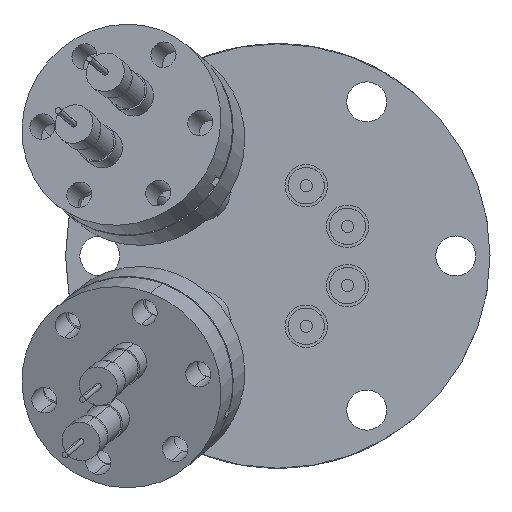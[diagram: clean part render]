
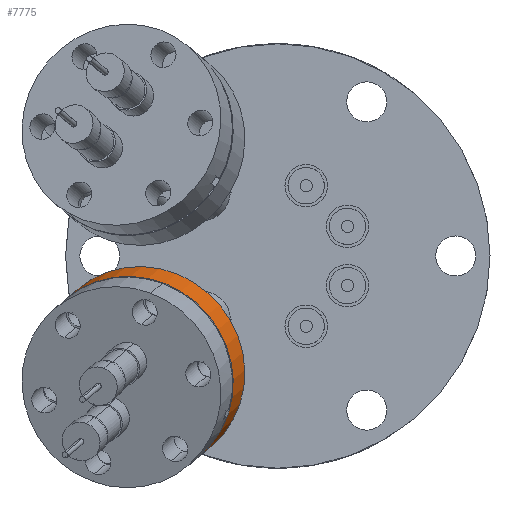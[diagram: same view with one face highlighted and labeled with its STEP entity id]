
A CAD part, left-side view. The second image highlights one B-rep face of the part: STEP entity #7775.
In plain terms, the highlighted cylindrical face has radius 17 mm (diameter 34 mm), a partial arc.
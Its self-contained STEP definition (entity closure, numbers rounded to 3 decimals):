
#321 = EDGE_CURVE ( 'NONE', #69466, #137006, #109487, .T. ) ;
#1579 = EDGE_CURVE ( 'NONE', #12375, #137006, #99224, .T. ) ;
#4323 = DIRECTION ( 'NONE',  ( 0., 0., 1. ) ) ;
#7775 = ADVANCED_FACE ( 'NONE', ( #31574 ), #64009, .T. ) ;
#12375 = VERTEX_POINT ( 'NONE', #29855 ) ;
#13555 = ORIENTED_EDGE ( 'NONE', *, *, #1579, .F. ) ;
#22495 = LINE ( 'NONE', #33756, #67193 ) ;
#23814 = CARTESIAN_POINT ( 'NONE',  ( -17.128, 0., 0. ) ) ;
#29254 = VECTOR ( 'NONE', #55135, 1000. ) ;
#29855 = CARTESIAN_POINT ( 'NONE',  ( 47.7, 0., -17. ) ) ;
#31574 = FACE_OUTER_BOUND ( 'NONE', #125754, .T. ) ;
#32854 = CARTESIAN_POINT ( 'NONE',  ( 47.7, 0., 0. ) ) ;
#33756 = CARTESIAN_POINT ( 'NONE',  ( -17.128, 0., -17. ) ) ;
#43240 = ORIENTED_EDGE ( 'NONE', *, *, #321, .T. ) ;
#55135 = DIRECTION ( 'NONE',  ( -1., 0., 0. ) ) ;
#55413 = VERTEX_POINT ( 'NONE', #97339 ) ;
#60951 = AXIS2_PLACEMENT_3D ( 'NONE', #32854, #97032, #75846 ) ;
#64009 = CYLINDRICAL_SURFACE ( 'NONE', #113894, 17. ) ;
#64201 = CIRCLE ( 'NONE', #129464, 17. ) ;
#65487 = DIRECTION ( 'NONE',  ( -1., 0., 0. ) ) ;
#65710 = CARTESIAN_POINT ( 'NONE',  ( -17.128, 0., 17. ) ) ;
#67193 = VECTOR ( 'NONE', #65487, 1000. ) ;
#69466 = VERTEX_POINT ( 'NONE', #123944 ) ;
#75846 = DIRECTION ( 'NONE',  ( 0., 0., 1. ) ) ;
#76671 = DIRECTION ( 'NONE',  ( -1., 0., 0. ) ) ;
#85449 = CARTESIAN_POINT ( 'NONE',  ( 55., 0., 0. ) ) ;
#87940 = ORIENTED_EDGE ( 'NONE', *, *, #120022, .F. ) ;
#97032 = DIRECTION ( 'NONE',  ( -1., 0., 0. ) ) ;
#97339 = CARTESIAN_POINT ( 'NONE',  ( 55., 0., -17. ) ) ;
#99224 = CIRCLE ( 'NONE', #60951, 17. ) ;
#100657 = EDGE_CURVE ( 'NONE', #55413, #69466, #64201, .T. ) ;
#108481 = DIRECTION ( 'NONE',  ( 0., 0., 1. ) ) ;
#109487 = LINE ( 'NONE', #65710, #29254 ) ;
#113894 = AXIS2_PLACEMENT_3D ( 'NONE', #23814, #76671, #108481 ) ;
#116451 = ORIENTED_EDGE ( 'NONE', *, *, #100657, .T. ) ;
#119213 = CARTESIAN_POINT ( 'NONE',  ( 47.7, 0., 17. ) ) ;
#120022 = EDGE_CURVE ( 'NONE', #55413, #12375, #22495, .T. ) ;
#123944 = CARTESIAN_POINT ( 'NONE',  ( 55., 0., 17. ) ) ;
#125754 = EDGE_LOOP ( 'NONE', ( #87940, #116451, #43240, #13555 ) ) ;
#128484 = DIRECTION ( 'NONE',  ( -1., 0., 0. ) ) ;
#129464 = AXIS2_PLACEMENT_3D ( 'NONE', #85449, #128484, #4323 ) ;
#137006 = VERTEX_POINT ( 'NONE', #119213 ) ;
